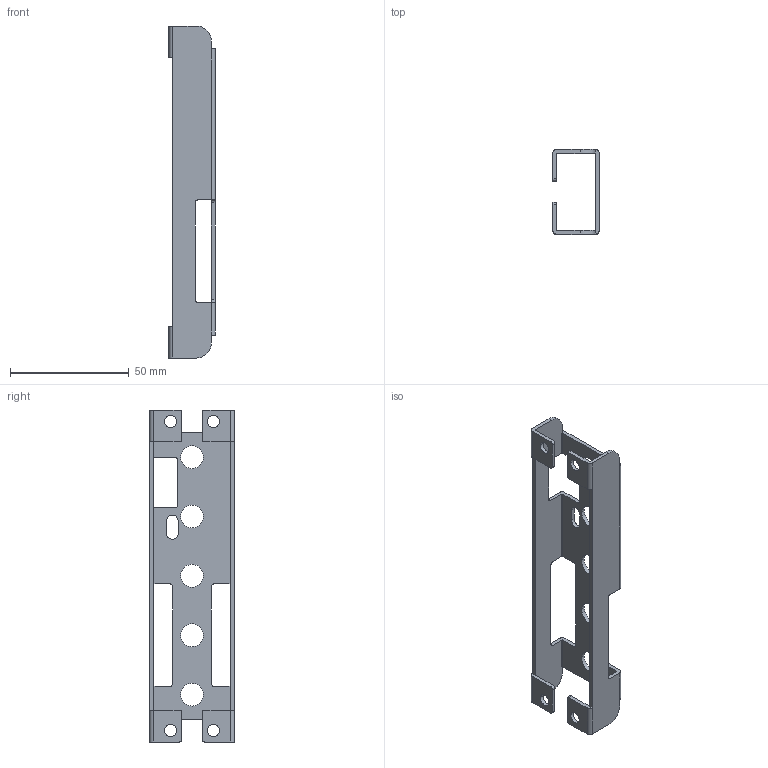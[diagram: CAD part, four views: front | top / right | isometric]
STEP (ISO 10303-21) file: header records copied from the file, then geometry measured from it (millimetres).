
FILE_DESCRIPTION((''),'2;1');
FILE_NAME('141815_SW','2008-08-15T',('banengservice'),('BANNER ENGINEERING'),'PRO/ENGINEER BY PARAMETRIC TECHNOLOGY CORPORATION, 2006170','PRO/ENGINEER BY PARAMETRIC TECHNOLOGY CORPORATION, 2006170','');
FILE_SCHEMA(('CONFIG_CONTROL_DESIGN'));
Length unit declared in the file: inch
Products named in the file (1): 141815_SW
Bounding box: 19.41 x 35.66 x 139.7 mm (x, y, z)
Volume: 11231.7 mm3; surface area: 15967.3 mm2
Topology: 1 solids, 1 shells, 110 faces, 342 edges, 228 vertices
Faces by surface type: cylinder 62, plane 48
Entity records: 3942 total; most frequent: DIRECTION 686, ORIENTED_EDGE 684, CARTESIAN_POINT 680, EDGE_CURVE 342, AXIS2_PLACEMENT_3D 234, VERTEX_POINT 228, VECTOR 218, LINE 218
